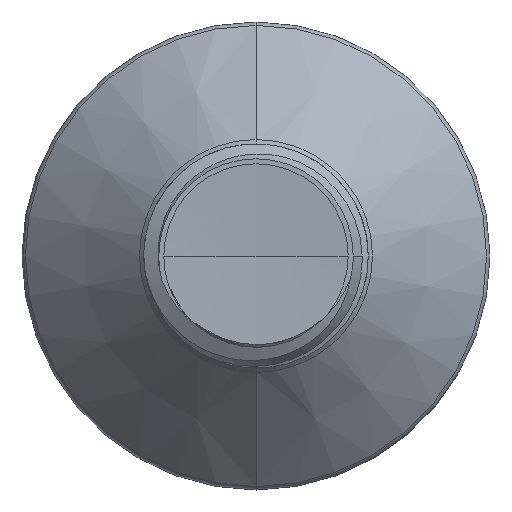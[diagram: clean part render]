
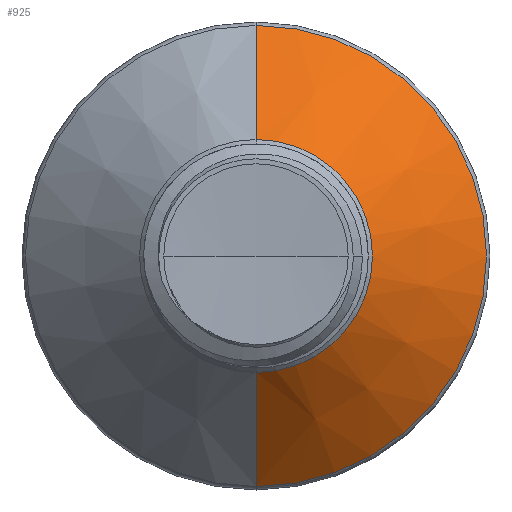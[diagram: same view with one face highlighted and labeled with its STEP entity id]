
A CAD part, front view. The second image highlights one B-rep face of the part: STEP entity #925.
In plain terms, the highlighted conical face has half-angle 45 degrees and reference radius 1.817 mm.
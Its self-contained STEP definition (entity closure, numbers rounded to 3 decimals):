
#55 = AXIS2_PLACEMENT_3D ( 'NONE', #12342, #10478, #12253 ) ;
#419 = VERTEX_POINT ( 'NONE', #11169 ) ;
#628 = VECTOR ( 'NONE', #13768, 1000. ) ;
#925 = ADVANCED_FACE ( 'NONE', ( #3253 ), #8864, .T. ) ;
#930 = CIRCLE ( 'NONE', #8460, 1.817 ) ;
#1667 = EDGE_CURVE ( 'NONE', #2002, #11935, #11026, .T. ) ;
#1688 = EDGE_CURVE ( 'NONE', #11935, #10226, #4983, .T. ) ;
#1990 = EDGE_CURVE ( 'NONE', #419, #10226, #12627, .T. ) ;
#2002 = VERTEX_POINT ( 'NONE', #11796 ) ;
#3077 = CARTESIAN_POINT ( 'NONE',  ( 0., 5.718, -3.596 ) ) ;
#3253 = FACE_OUTER_BOUND ( 'NONE', #5165, .T. ) ;
#3326 = DIRECTION ( 'NONE',  ( 0., 0., 1. ) ) ;
#3340 = ORIENTED_EDGE ( 'NONE', *, *, #1990, .T. ) ;
#3348 = DIRECTION ( 'NONE',  ( 0., 1., 0. ) ) ;
#3361 = CARTESIAN_POINT ( 'NONE',  ( 0., 5.718, 0. ) ) ;
#3411 = DIRECTION ( 'NONE',  ( 0., 0.707, 0.707 ) ) ;
#3437 = CARTESIAN_POINT ( 'NONE',  ( 0., 3.939, 1.817 ) ) ;
#4200 = CARTESIAN_POINT ( 'NONE',  ( 0., 3.939, 0. ) ) ;
#4978 = ORIENTED_EDGE ( 'NONE', *, *, #13854, .T. ) ;
#4983 = CIRCLE ( 'NONE', #10961, 3.596 ) ;
#5163 = ORIENTED_EDGE ( 'NONE', *, *, #1667, .F. ) ;
#5165 = EDGE_LOOP ( 'NONE', ( #4978, #3340, #10708, #5163 ) ) ;
#5337 = VECTOR ( 'NONE', #3411, 1000. ) ;
#5388 = DIRECTION ( 'NONE',  ( 0., 0., 1. ) ) ;
#8460 = AXIS2_PLACEMENT_3D ( 'NONE', #4200, #12023, #5388 ) ;
#8864 = CONICAL_SURFACE ( 'NONE', #55, 1.817, 0.785 ) ;
#10226 = VERTEX_POINT ( 'NONE', #3077 ) ;
#10478 = DIRECTION ( 'NONE',  ( 0., 1., 0. ) ) ;
#10708 = ORIENTED_EDGE ( 'NONE', *, *, #1688, .F. ) ;
#10904 = CARTESIAN_POINT ( 'NONE',  ( 0., 5.718, 3.596 ) ) ;
#10961 = AXIS2_PLACEMENT_3D ( 'NONE', #3361, #3348, #3326 ) ;
#11026 = LINE ( 'NONE', #3437, #5337 ) ;
#11169 = CARTESIAN_POINT ( 'NONE',  ( 0., 3.939, -1.817 ) ) ;
#11796 = CARTESIAN_POINT ( 'NONE',  ( 0., 3.939, 1.817 ) ) ;
#11935 = VERTEX_POINT ( 'NONE', #10904 ) ;
#12023 = DIRECTION ( 'NONE',  ( 0., 1., 0. ) ) ;
#12253 = DIRECTION ( 'NONE',  ( 0., 0., 1. ) ) ;
#12342 = CARTESIAN_POINT ( 'NONE',  ( 0., 3.939, 0. ) ) ;
#12627 = LINE ( 'NONE', #13301, #628 ) ;
#13301 = CARTESIAN_POINT ( 'NONE',  ( 0., 3.939, -1.817 ) ) ;
#13768 = DIRECTION ( 'NONE',  ( 0., 0.707, -0.707 ) ) ;
#13854 = EDGE_CURVE ( 'NONE', #2002, #419, #930, .T. ) ;
